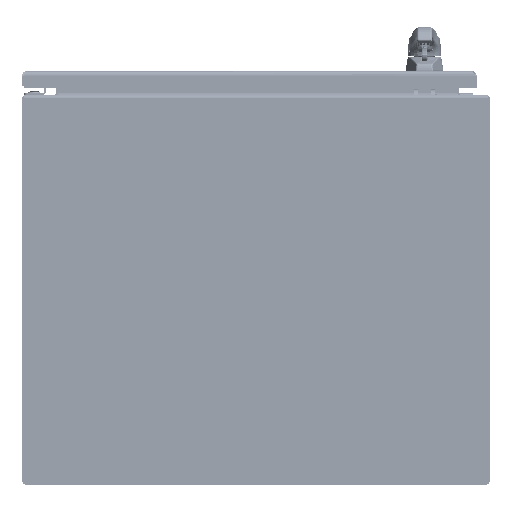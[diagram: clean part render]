
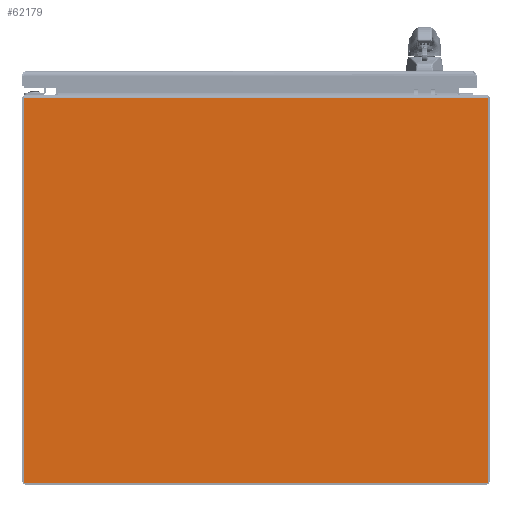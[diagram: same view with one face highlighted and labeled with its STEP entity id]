
A CAD part, front view. The second image highlights one B-rep face of the part: STEP entity #62179.
In plain terms, the highlighted face is planar.
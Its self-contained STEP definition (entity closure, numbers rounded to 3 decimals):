
#9613=PLANE('',#65858);
#10596=FACE_OUTER_BOUND('',#13290,.T.);
#13290=EDGE_LOOP('',(#47151,#47152,#47153,#47154));
#19654=LINE('',#88687,#23943);
#19660=LINE('',#88705,#23949);
#19663=LINE('',#88711,#23952);
#19664=LINE('',#88712,#23953);
#23943=VECTOR('',#72439,0.394);
#23949=VECTOR('',#72463,0.394);
#23952=VECTOR('',#72468,0.394);
#23953=VECTOR('',#72469,0.394);
#28162=VERTEX_POINT('',#88684);
#28163=VERTEX_POINT('',#88686);
#28166=VERTEX_POINT('',#88704);
#28168=VERTEX_POINT('',#88710);
#36985=EDGE_CURVE('',#28163,#28162,#19654,.T.);
#36994=EDGE_CURVE('',#28163,#28166,#19660,.T.);
#36997=EDGE_CURVE('',#28168,#28162,#19663,.T.);
#36998=EDGE_CURVE('',#28166,#28168,#19664,.T.);
#47151=ORIENTED_EDGE('',*,*,#36985,.T.);
#47152=ORIENTED_EDGE('',*,*,#36997,.F.);
#47153=ORIENTED_EDGE('',*,*,#36998,.F.);
#47154=ORIENTED_EDGE('',*,*,#36994,.F.);
#62179=ADVANCED_FACE('',(#10596),#9613,.T.);
#65858=AXIS2_PLACEMENT_3D('',#88709,#72466,#72467);
#72439=DIRECTION('',(1.,0.,0.));
#72463=DIRECTION('',(0.,1.,0.));
#72466=DIRECTION('center_axis',(0.,0.,1.));
#72467=DIRECTION('ref_axis',(1.,0.,0.));
#72468=DIRECTION('',(0.,-1.,0.));
#72469=DIRECTION('',(1.,0.,0.));
#88684=CARTESIAN_POINT('',(11.961,-9.816,0.102));
#88686=CARTESIAN_POINT('',(-11.961,-9.816,0.102));
#88687=CARTESIAN_POINT('',(-5.98,-9.816,0.102));
#88704=CARTESIAN_POINT('',(-11.961,10.012,0.102));
#88705=CARTESIAN_POINT('',(-11.961,-10.012,0.102));
#88709=CARTESIAN_POINT('Origin',(0.,0.,
0.102));
#88710=CARTESIAN_POINT('',(11.961,10.012,0.102));
#88711=CARTESIAN_POINT('',(11.961,10.012,0.102));
#88712=CARTESIAN_POINT('',(-11.961,10.012,0.102));
